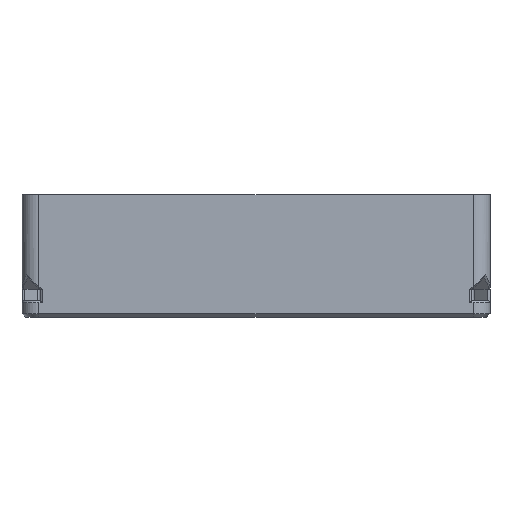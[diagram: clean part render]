
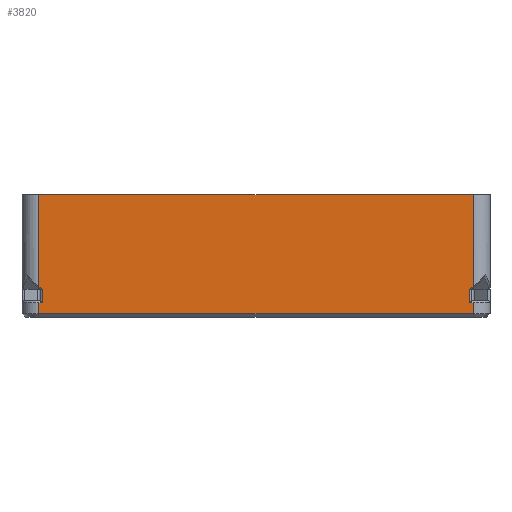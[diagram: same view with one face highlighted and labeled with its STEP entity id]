
A CAD part, front view. The second image highlights one B-rep face of the part: STEP entity #3820.
In plain terms, the highlighted planar face has unit normal (0, -1, 0).
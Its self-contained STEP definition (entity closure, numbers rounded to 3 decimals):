
#178=B_SPLINE_CURVE_WITH_KNOTS('',3,(#6295,#6296,#6297,#6298),
 .UNSPECIFIED.,.F.,.F.,(4,4),(2.287,2.356),
 .UNSPECIFIED.);
#186=B_SPLINE_CURVE_WITH_KNOTS('',3,(#6479,#6480,#6481,#6482),
 .UNSPECIFIED.,.F.,.F.,(4,4),(2.287,2.356),
 .UNSPECIFIED.);
#382=FACE_OUTER_BOUND('',#596,.T.);
#596=EDGE_LOOP('',(#3225,#3226,#3227,#3228,#3229,#3230,#3231,#3232,#3233,
#3234,#3235,#3236,#3237,#3238));
#770=LINE('',#5347,#1125);
#1018=LINE('',#6200,#1373);
#1021=LINE('',#6209,#1376);
#1028=LINE('',#6338,#1383);
#1029=LINE('',#6342,#1384);
#1036=LINE('',#6359,#1391);
#1045=LINE('',#6387,#1400);
#1046=LINE('',#6390,#1401);
#1048=LINE('',#6398,#1403);
#1055=LINE('',#6517,#1410);
#1056=LINE('',#6519,#1411);
#1057=LINE('',#6520,#1412);
#1125=VECTOR('',#4267,10.);
#1373=VECTOR('',#4997,10.);
#1376=VECTOR('',#5004,10.);
#1383=VECTOR('',#5017,10.);
#1384=VECTOR('',#5022,10.);
#1391=VECTOR('',#5043,0.5);
#1400=VECTOR('',#5078,10.);
#1401=VECTOR('',#5081,10.);
#1403=VECTOR('',#5089,10.);
#1410=VECTOR('',#5102,10.);
#1411=VECTOR('',#5103,0.5);
#1412=VECTOR('',#5104,10.);
#1483=VERTEX_POINT('',#5344);
#1484=VERTEX_POINT('',#5346);
#1759=VERTEX_POINT('',#6190);
#1762=VERTEX_POINT('',#6198);
#1763=VERTEX_POINT('',#6202);
#1766=VERTEX_POINT('',#6207);
#1771=VERTEX_POINT('',#6268);
#1777=VERTEX_POINT('',#6340);
#1786=VERTEX_POINT('',#6382);
#1787=VERTEX_POINT('',#6389);
#1789=VERTEX_POINT('',#6395);
#1790=VERTEX_POINT('',#6397);
#1794=VERTEX_POINT('',#6457);
#1799=VERTEX_POINT('',#6518);
#1855=EDGE_CURVE('',#1483,#1484,#770,.T.);
#2244=EDGE_CURVE('',#1762,#1759,#1018,.T.);
#2248=EDGE_CURVE('',#1766,#1763,#1021,.T.);
#2256=EDGE_CURVE('',#1771,#1766,#178,.T.);
#2265=EDGE_CURVE('',#1484,#1771,#1028,.T.);
#2267=EDGE_CURVE('',#1777,#1762,#1029,.T.);
#2277=EDGE_CURVE('',#1763,#1777,#1036,.T.);
#2291=EDGE_CURVE('',#1759,#1786,#1045,.T.);
#2292=EDGE_CURVE('',#1787,#1786,#1046,.T.);
#2296=EDGE_CURVE('',#1790,#1789,#1048,.T.);
#2304=EDGE_CURVE('',#1794,#1790,#186,.T.);
#2311=EDGE_CURVE('',#1483,#1794,#1055,.T.);
#2312=EDGE_CURVE('',#1789,#1799,#1056,.T.);
#2313=EDGE_CURVE('',#1799,#1787,#1057,.T.);
#3225=ORIENTED_EDGE('',*,*,#2291,.F.);
#3226=ORIENTED_EDGE('',*,*,#2244,.F.);
#3227=ORIENTED_EDGE('',*,*,#2267,.F.);
#3228=ORIENTED_EDGE('',*,*,#2277,.F.);
#3229=ORIENTED_EDGE('',*,*,#2248,.F.);
#3230=ORIENTED_EDGE('',*,*,#2256,.F.);
#3231=ORIENTED_EDGE('',*,*,#2265,.F.);
#3232=ORIENTED_EDGE('',*,*,#1855,.F.);
#3233=ORIENTED_EDGE('',*,*,#2311,.T.);
#3234=ORIENTED_EDGE('',*,*,#2304,.T.);
#3235=ORIENTED_EDGE('',*,*,#2296,.T.);
#3236=ORIENTED_EDGE('',*,*,#2312,.T.);
#3237=ORIENTED_EDGE('',*,*,#2313,.T.);
#3238=ORIENTED_EDGE('',*,*,#2292,.T.);
#3646=PLANE('',#4172);
#3820=ADVANCED_FACE('',(#382),#3646,.F.);
#4172=AXIS2_PLACEMENT_3D('',#6516,#5100,#5101);
#4267=DIRECTION('',(1.,0.,0.));
#4997=DIRECTION('',(0.,0.,-1.));
#5004=DIRECTION('',(-0.816,0.,-0.577));
#5017=DIRECTION('',(0.,0.,-1.));
#5022=DIRECTION('',(1.,0.,0.));
#5043=DIRECTION('',(0.,0.,-1.));
#5078=DIRECTION('',(-1.,0.,0.));
#5081=DIRECTION('',(0.,0.,-1.));
#5089=DIRECTION('',(0.816,0.,-0.577));
#5100=DIRECTION('center_axis',(0.,1.,0.));
#5101=DIRECTION('ref_axis',(-1.,0.,0.));
#5102=DIRECTION('',(0.,0.,-1.));
#5103=DIRECTION('',(0.,0.,-1.));
#5104=DIRECTION('',(-1.,0.,0.));
#5344=CARTESIAN_POINT('',(-66.8,-72.,34.6));
#5346=CARTESIAN_POINT('',(66.8,-72.,34.6));
#5347=CARTESIAN_POINT('',(72.,-72.,34.6));
#6190=CARTESIAN_POINT('',(66.8,-72.,-2.));
#6198=CARTESIAN_POINT('',(66.8,-72.,1.4));
#6200=CARTESIAN_POINT('',(66.8,-72.,0.));
#6202=CARTESIAN_POINT('',(65.702,-72.,5.481));
#6207=CARTESIAN_POINT('',(66.454,-72.,6.013));
#6209=CARTESIAN_POINT('',(43.328,-72.,-10.34));
#6268=CARTESIAN_POINT('',(66.8,-72.,6.266));
#6295=CARTESIAN_POINT('Ctrl Pts',(66.8,-72.,6.266));
#6296=CARTESIAN_POINT('Ctrl Pts',(66.684,-72.,6.179));
#6297=CARTESIAN_POINT('Ctrl Pts',(66.569,-72.,6.094));
#6298=CARTESIAN_POINT('Ctrl Pts',(66.454,-72.,6.013));
#6338=CARTESIAN_POINT('',(66.8,-72.,0.));
#6340=CARTESIAN_POINT('',(65.702,-72.,1.4));
#6342=CARTESIAN_POINT('',(33.4,-72.,1.4));
#6359=CARTESIAN_POINT('',(65.702,-72.,0.));
#6382=CARTESIAN_POINT('',(-66.8,-72.,-2.));
#6387=CARTESIAN_POINT('',(18.,-72.,-2.));
#6389=CARTESIAN_POINT('',(-66.8,-72.,1.4));
#6390=CARTESIAN_POINT('',(-66.8,-72.,0.));
#6395=CARTESIAN_POINT('',(-65.702,-72.,5.481));
#6397=CARTESIAN_POINT('',(-66.454,-72.,6.013));
#6398=CARTESIAN_POINT('',(-43.328,-72.,-10.34));
#6457=CARTESIAN_POINT('',(-66.8,-72.,6.266));
#6479=CARTESIAN_POINT('Ctrl Pts',(-66.8,-72.,6.266));
#6480=CARTESIAN_POINT('Ctrl Pts',(-66.684,-72.,6.179));
#6481=CARTESIAN_POINT('Ctrl Pts',(-66.569,-72.,6.094));
#6482=CARTESIAN_POINT('Ctrl Pts',(-66.454,-72.,6.013));
#6516=CARTESIAN_POINT('Origin',(0.,-72.,0.));
#6517=CARTESIAN_POINT('',(-66.8,-72.,0.));
#6518=CARTESIAN_POINT('',(-65.702,-72.,1.4));
#6519=CARTESIAN_POINT('',(-65.702,-72.,0.));
#6520=CARTESIAN_POINT('',(-33.4,-72.,1.4));
